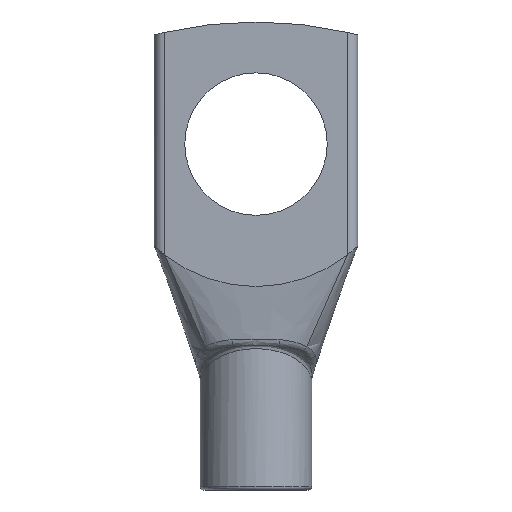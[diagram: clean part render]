
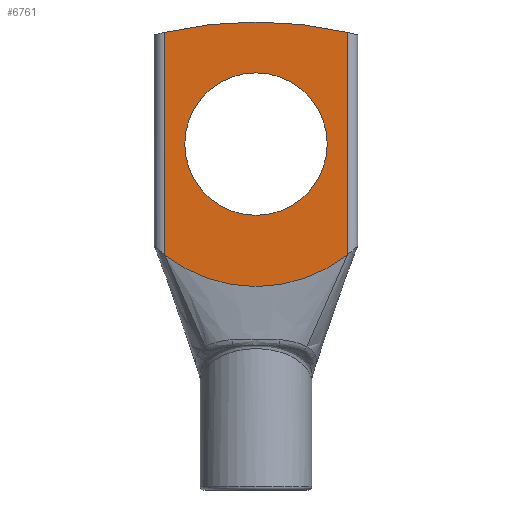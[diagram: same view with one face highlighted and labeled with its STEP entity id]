
A CAD part, front view. The second image highlights one B-rep face of the part: STEP entity #6761.
In plain terms, the highlighted planar face has unit normal (0, -1, 0).
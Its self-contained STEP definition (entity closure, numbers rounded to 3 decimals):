
#5925=CARTESIAN_POINT('',(-9.0,-6.5,23.131));
#5926=VERTEX_POINT('',#5925);
#6098=CARTESIAN_POINT('',(9.0,-6.5,23.131));
#6099=VERTEX_POINT('',#6098);
#6106=CARTESIAN_POINT('',(0.,-6.5,34.5));
#6107=DIRECTION('',(0.,-1.0,0.));
#6108=DIRECTION('',(-0.69,0.,0.724));
#6109=AXIS2_PLACEMENT_3D('',#6106,#6107,#6108);
#6110=CIRCLE('',#6109,14.5);
#6111=EDGE_CURVE('',#5926,#6099,#6110,.T.);
#6702=CARTESIAN_POINT('',(7.0,-6.5,34.));
#6703=VERTEX_POINT('',#6702);
#6704=CARTESIAN_POINT('',(0.,-6.5,34.));
#6705=DIRECTION('',(0.0,1.0,0.0));
#6706=DIRECTION('',(-1.0,0.0,0.0));
#6707=AXIS2_PLACEMENT_3D('',#6704,#6705,#6706);
#6708=CIRCLE('',#6707,7.);
#6709=EDGE_CURVE('',#6703,#6703,#6708,.T.);
#6727=CARTESIAN_POINT('',(10.0,-6.5,20.0));
#6728=DIRECTION('',(0.0,-1.0,0.0));
#6729=DIRECTION('',(0.0,0.0,-1.0));
#6730=AXIS2_PLACEMENT_3D('',#6727,#6728,#6729);
#6731=PLANE('',#6730);
#6732=CARTESIAN_POINT('',(9.0,-6.5,44.974));
#6733=VERTEX_POINT('',#6732);
#6734=CARTESIAN_POINT('',(9.0,-6.5,44.974));
#6735=DIRECTION('',(0.0,0.0,-1.0));
#6736=VECTOR('',#6735,21.843);
#6737=LINE('',#6734,#6736);
#6738=EDGE_CURVE('',#6733,#6099,#6737,.T.);
#6739=ORIENTED_EDGE('',*,*,#6738,.F.);
#6740=CARTESIAN_POINT('',(-9.0,-6.5,44.974));
#6741=VERTEX_POINT('',#6740);
#6742=CARTESIAN_POINT('',(0.,-6.5,6.));
#6743=DIRECTION('',(0.,-1.0,0.));
#6744=DIRECTION('',(0.25,0.,-0.968));
#6745=AXIS2_PLACEMENT_3D('',#6742,#6743,#6744);
#6746=CIRCLE('',#6745,40.0);
#6747=EDGE_CURVE('',#6733,#6741,#6746,.T.);
#6748=ORIENTED_EDGE('',*,*,#6747,.T.);
#6749=CARTESIAN_POINT('',(-9.0,-6.5,23.131));
#6750=DIRECTION('',(0.0,0.0,1.0));
#6751=VECTOR('',#6750,21.843);
#6752=LINE('',#6749,#6751);
#6753=EDGE_CURVE('',#5926,#6741,#6752,.T.);
#6754=ORIENTED_EDGE('',*,*,#6753,.F.);
#6755=ORIENTED_EDGE('',*,*,#6111,.T.);
#6756=EDGE_LOOP('',(#6739,#6748,#6754,#6755));
#6757=FACE_OUTER_BOUND('',#6756,.T.);
#6758=ORIENTED_EDGE('',*,*,#6709,.T.);
#6759=EDGE_LOOP('',(#6758));
#6760=FACE_BOUND('',#6759,.T.);
#6761=ADVANCED_FACE('',(#6757,#6760),#6731,.T.);
